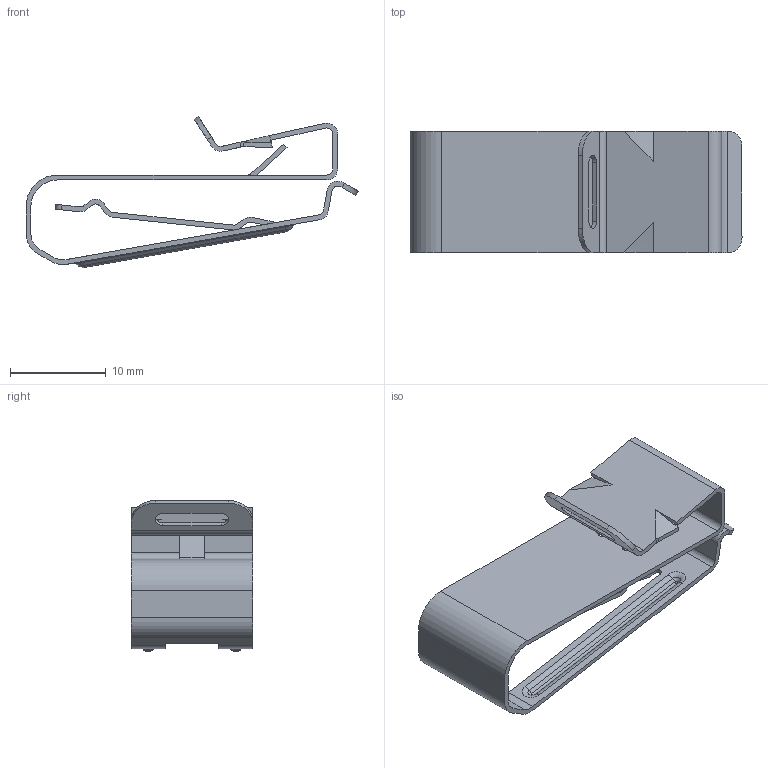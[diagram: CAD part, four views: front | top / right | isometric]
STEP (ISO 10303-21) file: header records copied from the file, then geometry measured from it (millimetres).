
FILE_DESCRIPTION(/* description */ (''),/* implementation_level */ '2;1');
FILE_NAME(/* name */ '01698EBA_07-MEC125-4PV.stp',/* time_stamp */ '2021-01-07T14:18:52-06:00',/* author */ (''),/* organization */ (''),/* preprocessor_version */ 'ST-DEVELOPER v16',/* originating_system */ 'SIEMENS PLM Software NX 11.0',/* authorisation */ '');
FILE_SCHEMA (('AP203_CONFIGURATION_CONTROLLED_3D_DESIGN_OF_MECHANICAL_PARTS_AND_ASSEMBLIES_MIM_LF { 1 0 10303 403 2 1 2}'));
Length unit declared in the file: inch
Products named in the file (1): TMR4B942F8Bkz0j
Bounding box: 34.64 x 12.7 x 15.77 mm (x, y, z)
Volume: 591.2 mm3; surface area: 2524 mm2
Topology: 1 solids, 1 shells, 156 faces, 445 edges, 285 vertices
Faces by surface type: plane 66, cylinder 58, sphere 8, cone 8, torus 8, extrusion 4, bspline 4
Entity records: 7411 total; most frequent: CARTESIAN_POINT 3323, ORIENTED_EDGE 858, DIRECTION 812, EDGE_CURVE 429, AXIS2_PLACEMENT_3D 281, VERTEX_POINT 277, VECTOR 250, LINE 246
